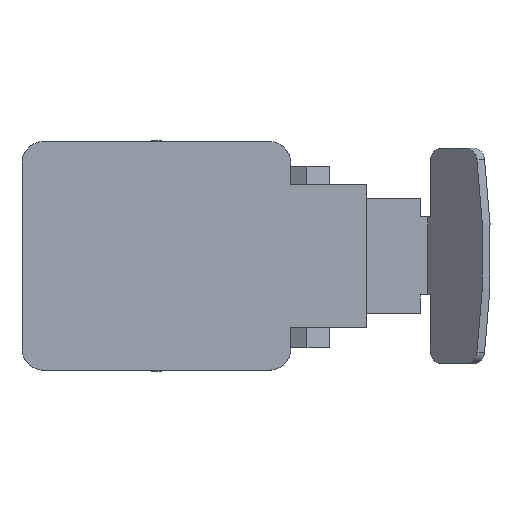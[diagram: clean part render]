
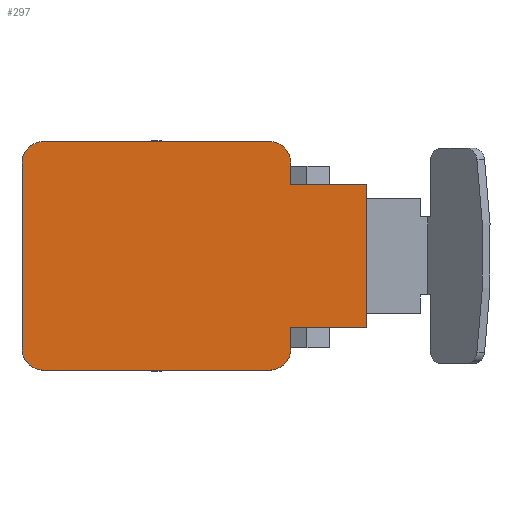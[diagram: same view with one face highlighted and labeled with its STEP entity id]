
A CAD part, top view. The second image highlights one B-rep face of the part: STEP entity #297.
In plain terms, the highlighted planar face has unit normal (0, 0, 1).
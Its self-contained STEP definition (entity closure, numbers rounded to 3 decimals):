
#297=ADVANCED_FACE('',(#652),#653,.T.);
#652=FACE_OUTER_BOUND('',#1622,.T.);
#653=PLANE('',#1623);
#1622=EDGE_LOOP('',(#3181,#3182,#3183,#3184,#3185,#3186,#3187,#3188,#3189,#3190,#3191,#3192));
#1623=AXIS2_PLACEMENT_3D('',#3193,#3194,#3195);
#3181=ORIENTED_EDGE('',*,*,#3993,.T.);
#3182=ORIENTED_EDGE('',*,*,#4006,.T.);
#3183=ORIENTED_EDGE('',*,*,#3981,.F.);
#3184=ORIENTED_EDGE('',*,*,#4007,.T.);
#3185=ORIENTED_EDGE('',*,*,#4008,.F.);
#3186=ORIENTED_EDGE('',*,*,#4009,.T.);
#3187=ORIENTED_EDGE('',*,*,#3972,.F.);
#3188=ORIENTED_EDGE('',*,*,#4010,.T.);
#3189=ORIENTED_EDGE('',*,*,#3996,.T.);
#3190=ORIENTED_EDGE('',*,*,#3846,.F.);
#3191=ORIENTED_EDGE('',*,*,#4011,.F.);
#3192=ORIENTED_EDGE('',*,*,#4002,.T.);
#3193=CARTESIAN_POINT('',(14.0,0.,0.0));
#3194=DIRECTION('',(0.,0.,1.0));
#3195=DIRECTION('',(1.0,0.,0.0));
#3846=EDGE_CURVE('',#4411,#4413,#4414,.F.);
#3972=EDGE_CURVE('',#4589,#4591,#4592,.T.);
#3981=EDGE_CURVE('',#4603,#4605,#4606,.T.);
#3993=EDGE_CURVE('',#4624,#4622,#4625,.T.);
#3996=EDGE_CURVE('',#4628,#4413,#4629,.T.);
#4002=EDGE_CURVE('',#4633,#4624,#4638,.F.);
#4006=EDGE_CURVE('',#4622,#4605,#4642,.T.);
#4007=EDGE_CURVE('',#4603,#4643,#4644,.T.);
#4008=EDGE_CURVE('',#4645,#4643,#4646,.F.);
#4009=EDGE_CURVE('',#4645,#4591,#4647,.T.);
#4010=EDGE_CURVE('',#4589,#4628,#4648,.T.);
#4011=EDGE_CURVE('',#4633,#4411,#4649,.T.);
#4411=VERTEX_POINT('',#5561);
#4413=VERTEX_POINT('',#5564);
#4414=LINE('',#5565,#5566);
#4589=VERTEX_POINT('',#5948);
#4591=VERTEX_POINT('',#5951);
#4592=LINE('',#5952,#5953);
#4603=VERTEX_POINT('',#5967);
#4605=VERTEX_POINT('',#5970);
#4606=LINE('',#5971,#5972);
#4622=VERTEX_POINT('',#5994);
#4624=VERTEX_POINT('',#5997);
#4625=LINE('',#5998,#5999);
#4628=VERTEX_POINT('',#6003);
#4629=LINE('',#6004,#6005);
#4633=VERTEX_POINT('',#6010);
#4638=LINE('',#6018,#6019);
#4642=CIRCLE('',#6024,8.0);
#4643=VERTEX_POINT('',#6025);
#4644=CIRCLE('',#6026,8.0);
#4645=VERTEX_POINT('',#6027);
#4646=LINE('',#6028,#6029);
#4647=CIRCLE('',#6030,8.0);
#4648=CIRCLE('',#6031,8.0);
#4649=LINE('',#6032,#6033);
#5561=CARTESIAN_POINT('',(78.0,-26.5,0.));
#5564=CARTESIAN_POINT('',(50.0,-26.5,0.));
#5565=CARTESIAN_POINT('',(39.,-26.5,0.));
#5566=VECTOR('',#6570,1.0);
#5948=CARTESIAN_POINT('',(42.0,-42.5,0.));
#5951=CARTESIAN_POINT('',(-42.0,-42.5,0.));
#5952=CARTESIAN_POINT('',(28.0,-42.5,0.));
#5953=VECTOR('',#6679,1.0);
#5967=CARTESIAN_POINT('',(-42.0,42.5,0.));
#5970=CARTESIAN_POINT('',(42.0,42.5,0.));
#5971=CARTESIAN_POINT('',(-14.0,42.5,0.));
#5972=VECTOR('',#6690,1.0);
#5994=CARTESIAN_POINT('',(50.0,34.5,0.));
#5997=CARTESIAN_POINT('',(50.0,26.5,0.));
#5998=CARTESIAN_POINT('',(50.0,-14.65,0.));
#5999=VECTOR('',#6704,1.0);
#6003=CARTESIAN_POINT('',(50.0,-34.5,0.));
#6004=CARTESIAN_POINT('',(50.0,-14.65,0.));
#6005=VECTOR('',#6706,1.0);
#6010=CARTESIAN_POINT('',(78.0,26.5,0.));
#6018=CARTESIAN_POINT('',(39.,26.5,0.));
#6019=VECTOR('',#6711,1.0);
#6024=AXIS2_PLACEMENT_3D('',#6713,#6714,#6715);
#6025=CARTESIAN_POINT('',(-50.0,34.5,0.));
#6026=AXIS2_PLACEMENT_3D('',#6716,#6717,#6718);
#6027=CARTESIAN_POINT('',(-50.0,-34.5,0.));
#6028=CARTESIAN_POINT('',(-50.0,0.,0.));
#6029=VECTOR('',#6719,1.0);
#6030=AXIS2_PLACEMENT_3D('',#6720,#6721,#6722);
#6031=AXIS2_PLACEMENT_3D('',#6723,#6724,#6725);
#6032=CARTESIAN_POINT('',(78.0,0.,0.));
#6033=VECTOR('',#6726,1.0);
#6570=DIRECTION('',(1.0,0.,0.));
#6679=DIRECTION('',(-1.0,0.,0.));
#6690=DIRECTION('',(1.0,0.,0.));
#6704=DIRECTION('',(0.,1.0,0.));
#6706=DIRECTION('',(0.,1.0,0.));
#6711=DIRECTION('',(1.0,0.,0.));
#6713=CARTESIAN_POINT('',(42.0,34.5,0.));
#6714=DIRECTION('',(0.0,0.,1.0));
#6715=DIRECTION('',(0.,1.0,0.));
#6716=CARTESIAN_POINT('',(-42.0,34.5,0.));
#6717=DIRECTION('',(0.0,0.,1.0));
#6718=DIRECTION('',(-1.0,0.,0.));
#6719=DIRECTION('',(0.,-1.0,0.));
#6720=CARTESIAN_POINT('',(-42.0,-34.5,0.));
#6721=DIRECTION('',(0.0,0.,1.0));
#6722=DIRECTION('',(0.,-1.0,0.));
#6723=CARTESIAN_POINT('',(42.0,-34.5,0.));
#6724=DIRECTION('',(0.0,0.,1.0));
#6725=DIRECTION('',(1.0,0.,0.));
#6726=DIRECTION('',(0.,-1.0,0.));
